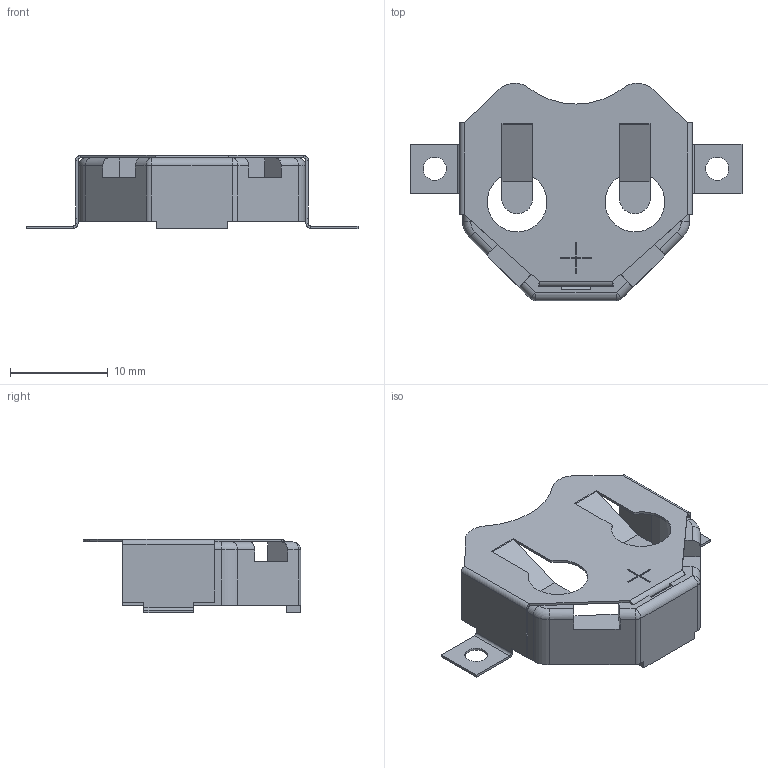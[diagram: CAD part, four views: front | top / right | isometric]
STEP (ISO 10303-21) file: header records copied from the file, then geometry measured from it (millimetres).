
FILE_DESCRIPTION(('FreeCAD Model'),'2;1');
FILE_NAME( 'Keystone_3024-2.step', '2020-07-27T18:06:05',('kicad StepUp'),('ksu MCAD'), 'Open CASCADE STEP processor 7.3','FreeCAD','Unknown');
FILE_SCHEMA(('AUTOMOTIVE_DESIGN { 1 0 10303 214 1 1 1 1 }'));
Length unit declared in the file: millimetre
Products named in the file (1): Keystone_3024-2
Bounding box: 34.01 x 22.27 x 7.49 mm (x, y, z)
Volume: 754.1 mm3; surface area: 2023.1 mm2
Topology: 1 solids, 1 shells, 180 faces, 469 edges, 282 vertices
Faces by surface type: plane 130, cylinder 46, torus 2, sphere 2
Entity records: 6670 total; most frequent: CARTESIAN_POINT 948, ORIENTED_EDGE 934, DIRECTION 917, EDGE_CURVE 467, LINE 367, VECTOR 367, VERTEX_POINT 282, AXIS2_PLACEMENT_3D 275
